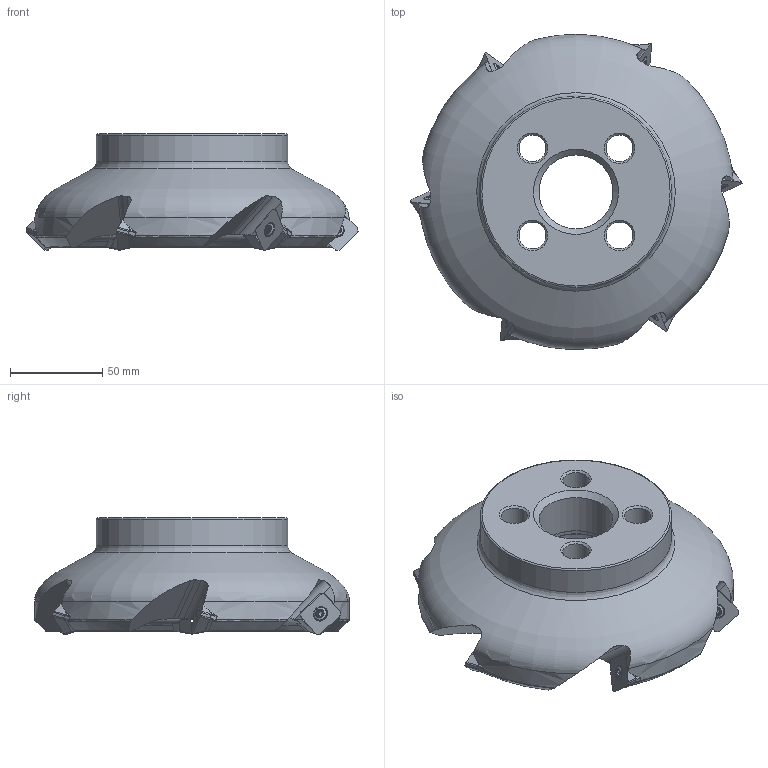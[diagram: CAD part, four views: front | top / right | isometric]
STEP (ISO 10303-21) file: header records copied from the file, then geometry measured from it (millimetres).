
FILE_DESCRIPTION(/* description */ (''),/* implementation_level */ '2;1');
FILE_NAME(/* name */ 'toolassembly_1.stp',/* time_stamp */ '2019-09-03T14:12:43+02:00',/* author */ (''),/* organization */ ('SMS'),/* preprocessor_version */ 'ST-DEVELOPER v16.7',/* originating_system */ 'SIEMENS PLM Software NX 12.0',/* authorisation */ '');
FILE_SCHEMA (('AUTOMOTIVE_DESIGN { 1 0 10303 214 3 1 1 1 }'));
Length unit declared in the file: millimetre
Products named in the file (4): CUT_20190903141149; NOCUT_20190903141119; ASSEMBLY_CONSTRUCTION; TOOLASSEMBLY_1
Assembly tree (8 placements, depth 2):
  TOOLASSEMBLY_1
    ASSEMBLY_CONSTRUCTION
    NOCUT_20190903141119
    CUT_20190903141149  x6
Bounding box: 179.64 x 170.48 x 63 mm (x, y, z)
Volume: 604254.5 mm3; surface area: 81204.4 mm2
Topology: 7 solids, 7 shells, 633 faces, 1688 edges, 1103 vertices
Faces by surface type: plane 219, cylinder 164, cone 88, torus 58, bspline 48, extrusion 48, sphere 6, revolution 2
Full cylindrical faces by diameter (mm): 4.5 x6, 5.7 x6, 7.15 x6, 8.103 x6, 14.5 x4, 40.013 x1, 40.3 x1, 88.5 x1, 103.5 x1
Entity records: 17362 total; most frequent: CARTESIAN_POINT 6615, ORIENTED_EDGE 2252, DIRECTION 2052, EDGE_CURVE 1126, AXIS2_PLACEMENT_3D 858, VERTEX_POINT 754, EDGE_LOOP 546, ADVANCED_FACE 458
